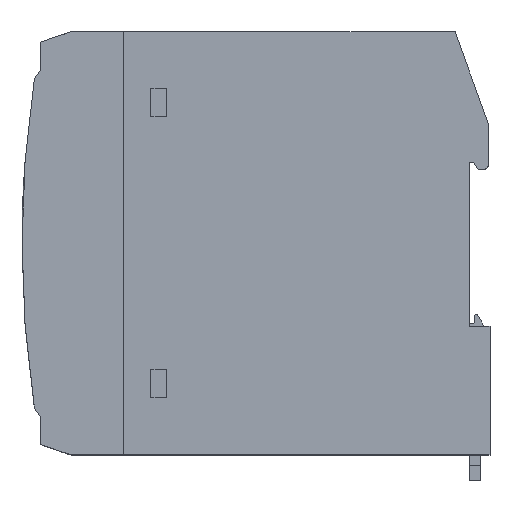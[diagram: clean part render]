
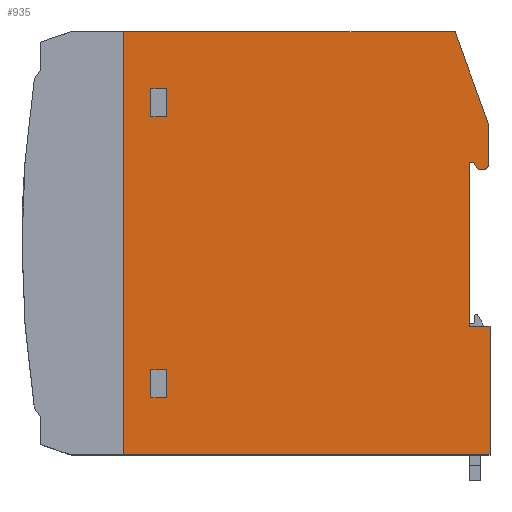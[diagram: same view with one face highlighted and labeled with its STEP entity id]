
A CAD part, top view. The second image highlights one B-rep face of the part: STEP entity #935.
In plain terms, the highlighted planar face has unit normal (0, 0, 1).
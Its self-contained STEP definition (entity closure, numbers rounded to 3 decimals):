
#935=ADVANCED_FACE('',(#4319,#4321,#4323),#4325,.T.);
#4319=FACE_BOUND('',#4320,.T.);
#4320=EDGE_LOOP('',(#6771,#6772,#6773,#6774,#6775,#6776,#6777,#6778,#6779,#6780,
#6781,#6782));
#4321=FACE_BOUND('',#4322,.T.);
#4322=EDGE_LOOP('',(#6783,#6784,#6785,#6786));
#4323=FACE_BOUND('',#4324,.T.);
#4324=EDGE_LOOP('',(#6787,#6788,#6789,#6790));
#4325=PLANE('',#4326);
#4326=AXIS2_PLACEMENT_3D('',#4327,#4328,#4329);
#4327=CARTESIAN_POINT('',(0.,0.,0.));
#4328=DIRECTION('',(-0.,0.,1.));
#4329=DIRECTION('',(1.,0.,0.));
#6771=ORIENTED_EDGE('',*,*,#8177,.F.);
#6772=ORIENTED_EDGE('',*,*,#8246,.T.);
#6773=ORIENTED_EDGE('',*,*,#8255,.F.);
#6774=ORIENTED_EDGE('',*,*,#8256,.T.);
#6775=ORIENTED_EDGE('',*,*,#8257,.T.);
#6776=ORIENTED_EDGE('',*,*,#8258,.F.);
#6777=ORIENTED_EDGE('',*,*,#8259,.F.);
#6778=ORIENTED_EDGE('',*,*,#8260,.F.);
#6779=ORIENTED_EDGE('',*,*,#8261,.F.);
#6780=ORIENTED_EDGE('',*,*,#8262,.F.);
#6781=ORIENTED_EDGE('',*,*,#8263,.F.);
#6782=ORIENTED_EDGE('',*,*,#8225,.F.);
#6783=ORIENTED_EDGE('',*,*,#8264,.F.);
#6784=ORIENTED_EDGE('',*,*,#8265,.F.);
#6785=ORIENTED_EDGE('',*,*,#8266,.F.);
#6786=ORIENTED_EDGE('',*,*,#8267,.F.);
#6787=ORIENTED_EDGE('',*,*,#8268,.F.);
#6788=ORIENTED_EDGE('',*,*,#8269,.F.);
#6789=ORIENTED_EDGE('',*,*,#8270,.F.);
#6790=ORIENTED_EDGE('',*,*,#8271,.F.);
#8177=EDGE_CURVE('',#9199,#9195,#9201,.T.);
#8225=EDGE_CURVE('',#9195,#9284,#9285,.T.);
#8246=EDGE_CURVE('',#9199,#9322,#9324,.T.);
#8255=EDGE_CURVE('',#9341,#9322,#9342,.T.);
#8256=EDGE_CURVE('',#9341,#9343,#9344,.T.);
#8257=EDGE_CURVE('',#9343,#9345,#9346,.T.);
#8258=EDGE_CURVE('',#9347,#9345,#9348,.T.);
#8259=EDGE_CURVE('',#9349,#9347,#9350,.T.);
#8260=EDGE_CURVE('',#9351,#9349,#9352,.T.);
#8261=EDGE_CURVE('',#9353,#9351,#9354,.T.);
#8262=EDGE_CURVE('',#9355,#9353,#9356,.T.);
#8263=EDGE_CURVE('',#9284,#9355,#9357,.T.);
#8264=EDGE_CURVE('',#9358,#9359,#9360,.T.);
#8265=EDGE_CURVE('',#9361,#9358,#9362,.T.);
#8266=EDGE_CURVE('',#9363,#9361,#9364,.T.);
#8267=EDGE_CURVE('',#9359,#9363,#9365,.T.);
#8268=EDGE_CURVE('',#9366,#9367,#9368,.T.);
#8269=EDGE_CURVE('',#9369,#9366,#9370,.T.);
#8270=EDGE_CURVE('',#9371,#9369,#9372,.T.);
#8271=EDGE_CURVE('',#9367,#9371,#9373,.T.);
#9195=VERTEX_POINT('',#11924);
#9199=VERTEX_POINT('',#11932);
#9201=LINE('',#11936,#11937);
#9284=VERTEX_POINT('',#12426);
#9285=LINE('',#12427,#12428);
#9322=VERTEX_POINT('',#12505);
#9324=LINE('',#12509,#12510);
#9341=VERTEX_POINT('',#12544);
#9342=LINE('',#12545,#12546);
#9343=VERTEX_POINT('',#12548);
#9344=LINE('',#12549,#12550);
#9345=VERTEX_POINT('',#12552);
#9346=LINE('',#12553,#12554);
#9347=VERTEX_POINT('',#12556);
#9348=LINE('',#12557,#12558);
#9349=VERTEX_POINT('',#12560);
#9350=LINE('',#12561,#12562);
#9351=VERTEX_POINT('',#12564);
#9352=LINE('',#12565,#12566);
#9353=VERTEX_POINT('',#12568);
#9354=CIRCLE('',#12569,1.25);
#9355=VERTEX_POINT('',#12573);
#9356=LINE('',#12574,#12575);
#9357=LINE('',#12577,#12578);
#9358=VERTEX_POINT('',#12580);
#9359=VERTEX_POINT('',#12581);
#9360=LINE('',#12582,#12583);
#9361=VERTEX_POINT('',#12585);
#9362=LINE('',#12586,#12587);
#9363=VERTEX_POINT('',#12589);
#9364=LINE('',#12590,#12591);
#9365=LINE('',#12593,#12594);
#9366=VERTEX_POINT('',#12596);
#9367=VERTEX_POINT('',#12597);
#9368=LINE('',#12598,#12599);
#9369=VERTEX_POINT('',#12601);
#9370=LINE('',#12602,#12603);
#9371=VERTEX_POINT('',#12605);
#9372=LINE('',#12606,#12607);
#9373=LINE('',#12609,#12610);
#11924=CARTESIAN_POINT('',(22.153,0.,0.));
#11932=CARTESIAN_POINT('',(22.153,-92.,0.));
#11936=CARTESIAN_POINT('',(22.153,-92.,0.));
#11937=VECTOR('',#11938,1.);
#11938=DIRECTION('',(0.,1.,0.));
#12426=CARTESIAN_POINT('',(94.1,0.,0.));
#12427=CARTESIAN_POINT('',(22.153,0.,0.));
#12428=VECTOR('',#12429,1.);
#12429=DIRECTION('',(1.,0.,0.));
#12505=CARTESIAN_POINT('',(101.7,-92.,0.));
#12509=CARTESIAN_POINT('',(22.153,-92.,0.));
#12510=VECTOR('',#12511,1.);
#12511=DIRECTION('',(1.,0.,0.));
#12544=CARTESIAN_POINT('',(101.7,-64.,0.));
#12545=CARTESIAN_POINT('',(101.7,-64.,0.));
#12546=VECTOR('',#12547,1.);
#12547=DIRECTION('',(0.,-1.,0.));
#12548=CARTESIAN_POINT('',(97.2,-64.,0.));
#12549=CARTESIAN_POINT('',(101.7,-64.,0.));
#12550=VECTOR('',#12551,1.);
#12551=DIRECTION('',(-1.,0.,0.));
#12552=CARTESIAN_POINT('',(97.2,-28.5,0.));
#12553=CARTESIAN_POINT('',(97.2,-64.,0.));
#12554=VECTOR('',#12555,1.);
#12555=DIRECTION('',(0.,1.,0.));
#12556=CARTESIAN_POINT('',(98.2,-28.5,0.));
#12557=CARTESIAN_POINT('',(98.2,-28.5,0.));
#12558=VECTOR('',#12559,1.);
#12559=DIRECTION('',(-1.,0.,0.));
#12560=CARTESIAN_POINT('',(99.2,-30.,0.));
#12561=CARTESIAN_POINT('',(99.2,-30.,0.));
#12562=VECTOR('',#12563,1.);
#12563=DIRECTION('',(-0.555,0.832,0.));
#12564=CARTESIAN_POINT('',(100.15,-30.,0.));
#12565=CARTESIAN_POINT('',(100.15,-30.,0.));
#12566=VECTOR('',#12567,1.);
#12567=DIRECTION('',(-1.,0.,0.));
#12568=CARTESIAN_POINT('',(101.4,-28.75,0.));
#12569=AXIS2_PLACEMENT_3D('',#12570,#12571,#12572);
#12570=CARTESIAN_POINT('',(100.15,-28.75,0.));
#12571=DIRECTION('',(0.,0.,-1.));
#12572=DIRECTION('',(1.,0.,0.));
#12573=CARTESIAN_POINT('',(101.4,-20.2,0.));
#12574=CARTESIAN_POINT('',(101.4,-20.2,0.));
#12575=VECTOR('',#12576,1.);
#12576=DIRECTION('',(0.,-1.,0.));
#12577=CARTESIAN_POINT('',(94.1,0.,0.));
#12578=VECTOR('',#12579,1.);
#12579=DIRECTION('',(0.34,-0.94,0.));
#12580=CARTESIAN_POINT('',(28.,-12.4,0.));
#12581=CARTESIAN_POINT('',(28.,-18.5,0.));
#12582=CARTESIAN_POINT('',(28.,-12.4,0.));
#12583=VECTOR('',#12584,1.);
#12584=DIRECTION('',(0.,-1.,0.));
#12585=CARTESIAN_POINT('',(31.4,-12.4,0.));
#12586=CARTESIAN_POINT('',(31.4,-12.4,0.));
#12587=VECTOR('',#12588,1.);
#12588=DIRECTION('',(-1.,0.,0.));
#12589=CARTESIAN_POINT('',(31.4,-18.5,0.));
#12590=CARTESIAN_POINT('',(31.4,-18.5,0.));
#12591=VECTOR('',#12592,1.);
#12592=DIRECTION('',(0.,1.,0.));
#12593=CARTESIAN_POINT('',(28.,-18.5,0.));
#12594=VECTOR('',#12595,1.);
#12595=DIRECTION('',(1.,0.,0.));
#12596=CARTESIAN_POINT('',(31.4,-73.5,0.));
#12597=CARTESIAN_POINT('',(28.,-73.5,0.));
#12598=CARTESIAN_POINT('',(31.4,-73.5,0.));
#12599=VECTOR('',#12600,1.);
#12600=DIRECTION('',(-1.,0.,0.));
#12601=CARTESIAN_POINT('',(31.4,-79.6,0.));
#12602=CARTESIAN_POINT('',(31.4,-79.6,0.));
#12603=VECTOR('',#12604,1.);
#12604=DIRECTION('',(0.,1.,0.));
#12605=CARTESIAN_POINT('',(28.,-79.6,0.));
#12606=CARTESIAN_POINT('',(28.,-79.6,0.));
#12607=VECTOR('',#12608,1.);
#12608=DIRECTION('',(1.,0.,0.));
#12609=CARTESIAN_POINT('',(28.,-73.5,0.));
#12610=VECTOR('',#12611,1.);
#12611=DIRECTION('',(0.,-1.,0.));
